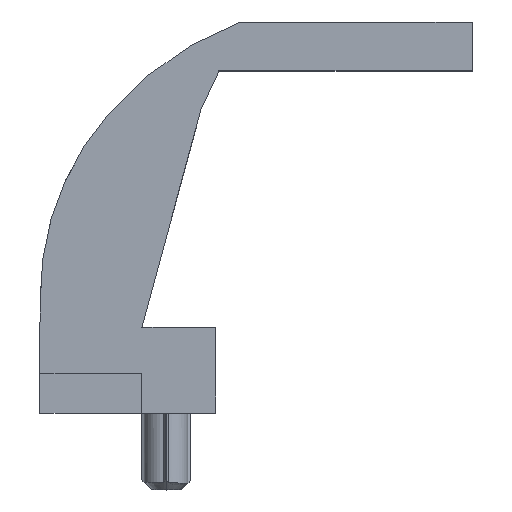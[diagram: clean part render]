
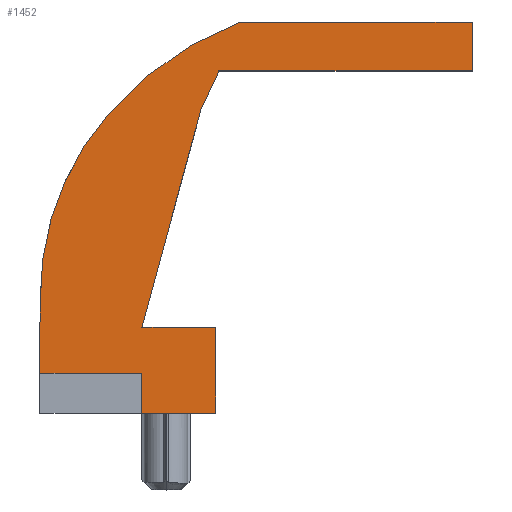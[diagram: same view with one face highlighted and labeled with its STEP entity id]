
A CAD part, top view. The second image highlights one B-rep face of the part: STEP entity #1452.
In plain terms, the highlighted planar face has unit normal (0, 0, 1).
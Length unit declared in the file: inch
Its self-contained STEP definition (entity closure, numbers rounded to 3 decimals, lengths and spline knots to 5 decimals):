
#3 = LINE ( 'NONE', #1587, #2345 ) ;
#15 = DIRECTION ( 'NONE',  ( 0.015, 1., 0. ) ) ;
#30 = EDGE_CURVE ( 'NONE', #2195, #872, #1081, .T. ) ;
#31 = VECTOR ( 'NONE', #1050, 39.37008 ) ;
#40 = CARTESIAN_POINT ( 'NONE',  ( 0., 0.14, 0.175 ) ) ;
#84 = CARTESIAN_POINT ( 'NONE',  ( 0., 0.63894, 0.175 ) ) ;
#102 = VECTOR ( 'NONE', #1378, 39.37008 ) ;
#112 = LINE ( 'NONE', #1086, #1098 ) ;
#114 = EDGE_CURVE ( 'NONE', #1694, #2195, #417, .T. ) ;
#143 = DIRECTION ( 'NONE',  ( 0., 1., 0. ) ) ;
#170 = DIRECTION ( 'NONE',  ( 0., 1., 0. ) ) ;
#221 = CARTESIAN_POINT ( 'NONE',  ( 0.32838, 0.63894, 0.175 ) ) ;
#230 = CARTESIAN_POINT ( 'NONE',  ( 0.16668, 0.065, 0.175 ) ) ;
#233 = CARTESIAN_POINT ( 'NONE',  ( 0.11209, 0.48764, 0.175 ) ) ;
#234 = VERTEX_POINT ( 'NONE', #2266 ) ;
#243 = DIRECTION ( 'NONE',  ( 0., 0., 1. ) ) ;
#348 = CIRCLE ( 'NONE', #2244, 0.52297 ) ;
#363 = VERTEX_POINT ( 'NONE', #1316 ) ;
#417 = LINE ( 'NONE', #40, #1178 ) ;
#436 = CARTESIAN_POINT ( 'NONE',  ( 0.16668, 0., 0.175 ) ) ;
#437 = CARTESIAN_POINT ( 'NONE',  ( 0.00068, 0.14, 0.175 ) ) ;
#461 = ORIENTED_EDGE ( 'NONE', *, *, #1291, .F. ) ;
#482 = EDGE_CURVE ( 'NONE', #521, #1977, #348, .T. ) ;
#491 = DIRECTION ( 'NONE',  ( 1., 0., 0. ) ) ;
#521 = VERTEX_POINT ( 'NONE', #221 ) ;
#543 = ORIENTED_EDGE ( 'NONE', *, *, #762, .T. ) ;
#576 = VECTOR ( 'NONE', #170, 39.37008 ) ;
#602 = VECTOR ( 'NONE', #1859, 39.37008 ) ;
#604 = EDGE_CURVE ( 'NONE', #234, #832, #2147, .T. ) ;
#631 = DIRECTION ( 'NONE',  ( -1., 0., 0. ) ) ;
#667 = VERTEX_POINT ( 'NONE', #2420 ) ;
#687 = CARTESIAN_POINT ( 'NONE',  ( 0., 0., 0.175 ) ) ;
#707 = EDGE_CURVE ( 'NONE', #872, #728, #1989, .T. ) ;
#715 = EDGE_LOOP ( 'NONE', ( #2402, #1144, #955, #1934, #2408, #961, #1466, #2447, #2128, #543, #796, #1226, #461, #2410 ) ) ;
#728 = VERTEX_POINT ( 'NONE', #2398 ) ;
#762 = EDGE_CURVE ( 'NONE', #363, #521, #1863, .T. ) ;
#796 = ORIENTED_EDGE ( 'NONE', *, *, #482, .T. ) ;
#798 = DIRECTION ( 'NONE',  ( 0., 0., 1. ) ) ;
#824 = VECTOR ( 'NONE', #631, 39.37008 ) ;
#832 = VERTEX_POINT ( 'NONE', #230 ) ;
#851 = EDGE_CURVE ( 'NONE', #1977, #1277, #1161, .T. ) ;
#858 = VERTEX_POINT ( 'NONE', #2324 ) ;
#870 = DIRECTION ( 'NONE',  ( 1., 0., 0. ) ) ;
#872 = VERTEX_POINT ( 'NONE', #1540 ) ;
#906 = DIRECTION ( 'NONE',  ( 1., 0., 0. ) ) ;
#935 = AXIS2_PLACEMENT_3D ( 'NONE', #1876, #2442, #906 ) ;
#955 = ORIENTED_EDGE ( 'NONE', *, *, #1211, .T. ) ;
#961 = ORIENTED_EDGE ( 'NONE', *, *, #30, .T. ) ;
#987 = EDGE_CURVE ( 'NONE', #728, #667, #3, .T. ) ;
#1026 = EDGE_CURVE ( 'NONE', #1342, #2135, #1306, .T. ) ;
#1036 = FACE_OUTER_BOUND ( 'NONE', #715, .T. ) ;
#1050 = DIRECTION ( 'NONE',  ( 0.423, 0.906, 0. ) ) ;
#1081 = LINE ( 'NONE', #1428, #102 ) ;
#1086 = CARTESIAN_POINT ( 'NONE',  ( 0.28768, 0., 0.175 ) ) ;
#1098 = VECTOR ( 'NONE', #2069, 39.37008 ) ;
#1144 = ORIENTED_EDGE ( 'NONE', *, *, #604, .F. ) ;
#1161 = CIRCLE ( 'NONE', #1420, 0.44915 ) ;
#1178 = VECTOR ( 'NONE', #2112, 39.37008 ) ;
#1197 = DIRECTION ( 'NONE',  ( 1., 0., 0. ) ) ;
#1211 = EDGE_CURVE ( 'NONE', #234, #858, #2117, .T. ) ;
#1226 = ORIENTED_EDGE ( 'NONE', *, *, #851, .T. ) ;
#1277 = VERTEX_POINT ( 'NONE', #2274 ) ;
#1285 = CARTESIAN_POINT ( 'NONE',  ( 0.28768, 0.14, 0.175 ) ) ;
#1291 = EDGE_CURVE ( 'NONE', #2135, #1277, #1402, .T. ) ;
#1306 = LINE ( 'NONE', #2423, #1778 ) ;
#1316 = CARTESIAN_POINT ( 'NONE',  ( 0.70668, 0.63894, 0.175 ) ) ;
#1342 = VERTEX_POINT ( 'NONE', #2291 ) ;
#1360 = DIRECTION ( 'NONE',  ( 0., 1., 0. ) ) ;
#1362 = CARTESIAN_POINT ( 'NONE',  ( 0.5103, 0.14864, 0.175 ) ) ;
#1374 = DIRECTION ( 'NONE',  ( 1., 0., 0. ) ) ;
#1378 = DIRECTION ( 'NONE',  ( 0.261, 0.965, 0. ) ) ;
#1402 = LINE ( 'NONE', #2281, #1806 ) ;
#1420 = AXIS2_PLACEMENT_3D ( 'NONE', #2229, #798, #1374 ) ;
#1422 = EDGE_CURVE ( 'NONE', #832, #1342, #2139, .T. ) ;
#1427 = EDGE_CURVE ( 'NONE', #858, #1694, #112, .T. ) ;
#1428 = CARTESIAN_POINT ( 'NONE',  ( 0.12052, -0.03265, 0.175 ) ) ;
#1452 = ADVANCED_FACE ( 'NONE', ( #1036 ), #1679, .T. ) ;
#1466 = ORIENTED_EDGE ( 'NONE', *, *, #707, .T. ) ;
#1540 = CARTESIAN_POINT ( 'NONE',  ( 0.26372, 0.49592, 0.175 ) ) ;
#1587 = CARTESIAN_POINT ( 'NONE',  ( 0., 0.55894, 0.175 ) ) ;
#1600 = VECTOR ( 'NONE', #870, 39.37008 ) ;
#1679 = PLANE ( 'NONE',  #935 ) ;
#1692 = EDGE_CURVE ( 'NONE', #667, #363, #2115, .T. ) ;
#1694 = VERTEX_POINT ( 'NONE', #1285 ) ;
#1778 = VECTOR ( 'NONE', #143, 39.37008 ) ;
#1806 = VECTOR ( 'NONE', #15, 39.37008 ) ;
#1859 = DIRECTION ( 'NONE',  ( -1., 0., 0. ) ) ;
#1863 = LINE ( 'NONE', #84, #824 ) ;
#1876 = CARTESIAN_POINT ( 'NONE',  ( 0., 0., 0.175 ) ) ;
#1934 = ORIENTED_EDGE ( 'NONE', *, *, #1427, .T. ) ;
#1977 = VERTEX_POINT ( 'NONE', #233 ) ;
#1987 = CARTESIAN_POINT ( 'NONE',  ( 0.16729, 0.14, 0.175 ) ) ;
#1989 = LINE ( 'NONE', #2029, #31 ) ;
#2029 = CARTESIAN_POINT ( 'NONE',  ( 0.02666, -0.01243, 0.175 ) ) ;
#2069 = DIRECTION ( 'NONE',  ( 0., 1., 0. ) ) ;
#2112 = DIRECTION ( 'NONE',  ( -1., 0., 0. ) ) ;
#2115 = LINE ( 'NONE', #2262, #576 ) ;
#2117 = LINE ( 'NONE', #687, #1600 ) ;
#2128 = ORIENTED_EDGE ( 'NONE', *, *, #1692, .T. ) ;
#2135 = VERTEX_POINT ( 'NONE', #437 ) ;
#2139 = LINE ( 'NONE', #2250, #602 ) ;
#2147 = LINE ( 'NONE', #436, #2200 ) ;
#2195 = VERTEX_POINT ( 'NONE', #1987 ) ;
#2200 = VECTOR ( 'NONE', #1360, 39.37008 ) ;
#2229 = CARTESIAN_POINT ( 'NONE',  ( 0.45046, 0.19227, 0.175 ) ) ;
#2244 = AXIS2_PLACEMENT_3D ( 'NONE', #1362, #243, #1197 ) ;
#2250 = CARTESIAN_POINT ( 'NONE',  ( 0.16668, 0.065, 0.175 ) ) ;
#2262 = CARTESIAN_POINT ( 'NONE',  ( 0.70668, 0., 0.175 ) ) ;
#2266 = CARTESIAN_POINT ( 'NONE',  ( 0.16668, 0., 0.175 ) ) ;
#2274 = CARTESIAN_POINT ( 'NONE',  ( 0.00136, 0.18544, 0.175 ) ) ;
#2281 = CARTESIAN_POINT ( 'NONE',  ( -0.00141, 0.00002, 0.175 ) ) ;
#2291 = CARTESIAN_POINT ( 'NONE',  ( 0.00068, 0.065, 0.175 ) ) ;
#2324 = CARTESIAN_POINT ( 'NONE',  ( 0.28768, 0., 0.175 ) ) ;
#2345 = VECTOR ( 'NONE', #491, 39.37008 ) ;
#2398 = CARTESIAN_POINT ( 'NONE',  ( 0.29311, 0.55894, 0.175 ) ) ;
#2402 = ORIENTED_EDGE ( 'NONE', *, *, #1422, .F. ) ;
#2408 = ORIENTED_EDGE ( 'NONE', *, *, #114, .T. ) ;
#2410 = ORIENTED_EDGE ( 'NONE', *, *, #1026, .F. ) ;
#2420 = CARTESIAN_POINT ( 'NONE',  ( 0.70668, 0.55894, 0.175 ) ) ;
#2423 = CARTESIAN_POINT ( 'NONE',  ( 0.00068, 0., 0.175 ) ) ;
#2442 = DIRECTION ( 'NONE',  ( 0., 0., 1. ) ) ;
#2447 = ORIENTED_EDGE ( 'NONE', *, *, #987, .T. ) ;
